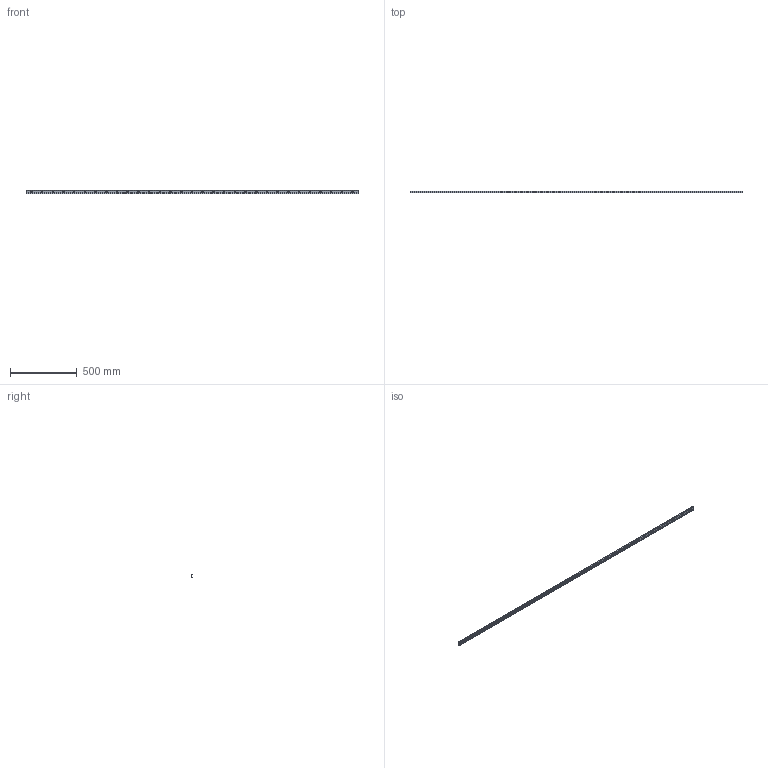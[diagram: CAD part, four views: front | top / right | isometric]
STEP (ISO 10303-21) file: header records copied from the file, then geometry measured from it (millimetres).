
FILE_DESCRIPTION((''),'2;1');
FILE_NAME('LCU 28H-2480.V.stp','2016-05-04T10:21:53',('MRathmann'),(''),'Autodesk Inventor 2012','Autodesk Inventor 2012','');
FILE_SCHEMA(('CONFIG_CONTROL_DESIGN'));
Length unit declared in the file: millimetre
Products named in the file (1): LCU 28H-2480.V
Bounding box: 2480 x 12.3 x 28 mm (x, y, z)
Volume: 376577 mm3; surface area: 234800.3 mm2
Topology: 1 solids, 1 shells, 82 faces, 240 edges, 160 vertices
Faces by surface type: cylinder 40, cone 31, plane 11
Full cylindrical faces by diameter (mm): 5.5 x31
Entity records: 2336 total; most frequent: DIRECTION 424, CARTESIAN_POINT 359, ORIENTED_EDGE 294, EDGE_LOOP 206, AXIS2_PLACEMENT_3D 194, EDGE_CURVE 147, VERTEX_POINT 129, FACE_BOUND 124
